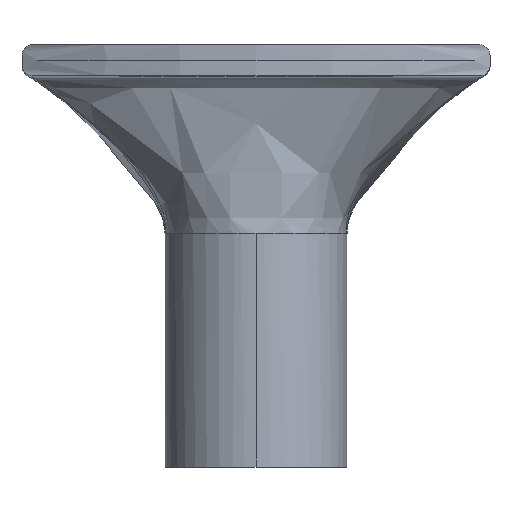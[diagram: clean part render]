
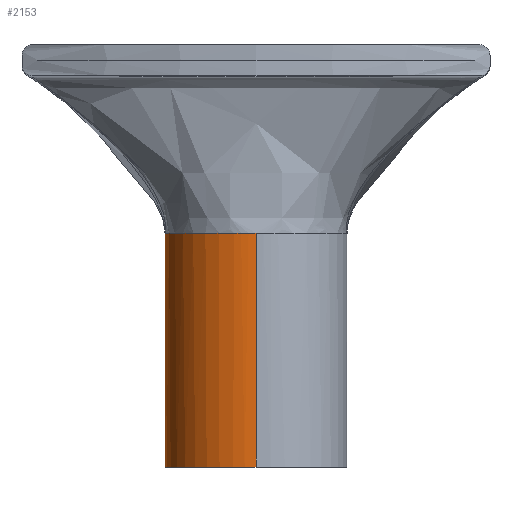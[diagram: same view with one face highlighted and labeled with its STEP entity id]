
A CAD part, top view. The second image highlights one B-rep face of the part: STEP entity #2153.
In plain terms, the highlighted cylindrical face has radius 3.5 mm (diameter 7 mm), a partial arc.
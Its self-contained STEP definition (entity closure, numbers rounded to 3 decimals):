
#2086=AXIS2_PLACEMENT_3D('Cylinder Axis2P3D',#2083,#2084,#2085) ;
#2104=AXIS2_PLACEMENT_3D('Circle Axis2P3D',#2102,#2103,$) ;
#2111=AXIS2_PLACEMENT_3D('Circle Axis2P3D',#2109,#2110,$) ;
#2118=AXIS2_PLACEMENT_3D('Circle Axis2P3D',#2116,#2117,$) ;
#2125=AXIS2_PLACEMENT_3D('Circle Axis2P3D',#2123,#2124,$) ;
#2132=AXIS2_PLACEMENT_3D('Circle Axis2P3D',#2130,#2131,$) ;
#2139=AXIS2_PLACEMENT_3D('Circle Axis2P3D',#2137,#2138,$) ;
#741=CARTESIAN_POINT('Control Point',(9.,0.,0.)) ;
#742=CARTESIAN_POINT('Control Point',(8.633,0.,0.)) ;
#743=CARTESIAN_POINT('Control Point',(8.267,0.,0.048)) ;
#744=CARTESIAN_POINT('Control Point',(7.909,0.,0.144)) ;
#745=CARTESIAN_POINT('Control Point',(7.226,0.,0.428)) ;
#746=CARTESIAN_POINT('Control Point',(6.639,0.,0.877)) ;
#747=CARTESIAN_POINT('Control Point',(6.376,0.,1.14)) ;
#748=CARTESIAN_POINT('Control Point',(5.927,0.,1.727)) ;
#749=CARTESIAN_POINT('Control Point',(5.644,0.,2.41)) ;
#750=CARTESIAN_POINT('Control Point',(5.548,0.,2.768)) ;
#751=CARTESIAN_POINT('Control Point',(5.452,0.,3.501)) ;
#752=CARTESIAN_POINT('Control Point',(5.548,0.,4.234)) ;
#753=CARTESIAN_POINT('Control Point',(5.644,0.,4.593)) ;
#754=CARTESIAN_POINT('Control Point',(5.928,0.,5.276)) ;
#755=CARTESIAN_POINT('Control Point',(6.378,0.,5.862)) ;
#756=CARTESIAN_POINT('Control Point',(6.641,0.,6.124)) ;
#757=CARTESIAN_POINT('Control Point',(7.227,0.,6.573)) ;
#758=CARTESIAN_POINT('Control Point',(7.91,0.,6.856)) ;
#759=CARTESIAN_POINT('Control Point',(8.268,0.,6.952)) ;
#760=CARTESIAN_POINT('Control Point',(8.634,0.,7.)) ;
#761=CARTESIAN_POINT('Control Point',(9.,0.,7.)) ;
#762=CARTESIAN_POINT('Vertex',(9.,0.,7.)) ;
#764=CARTESIAN_POINT('Vertex',(9.,0.,0.)) ;
#2083=CARTESIAN_POINT('Axis2P3D Location',(9.,0.,3.5)) ;
#2088=CARTESIAN_POINT('Line Origine',(9.,0.,0.)) ;
#2092=CARTESIAN_POINT('Vertex',(9.,9.,0.)) ;
#2095=CARTESIAN_POINT('Line Origine',(9.,0.,7.)) ;
#2099=CARTESIAN_POINT('Vertex',(9.,9.,7.)) ;
#2102=CARTESIAN_POINT('Axis2P3D Location',(9.,9.,3.5)) ;
#2106=CARTESIAN_POINT('Vertex',(8.147,9.,6.895)) ;
#2109=CARTESIAN_POINT('Axis2P3D Location',(9.,9.,3.5)) ;
#2113=CARTESIAN_POINT('Vertex',(5.526,9.,3.93)) ;
#2116=CARTESIAN_POINT('Axis2P3D Location',(9.,9.,3.5)) ;
#2120=CARTESIAN_POINT('Vertex',(5.5,9.,3.5)) ;
#2123=CARTESIAN_POINT('Axis2P3D Location',(9.,9.,3.5)) ;
#2127=CARTESIAN_POINT('Vertex',(6.943,9.,0.668)) ;
#2130=CARTESIAN_POINT('Axis2P3D Location',(9.,9.,3.5)) ;
#2134=CARTESIAN_POINT('Vertex',(8.552,9.,0.029)) ;
#2137=CARTESIAN_POINT('Axis2P3D Location',(9.,9.,3.5)) ;
#2084=DIRECTION('Axis2P3D Direction',(0.,1.,0.)) ;
#2085=DIRECTION('Axis2P3D XDirection',(0.,0.,-1.)) ;
#2089=DIRECTION('Vector Direction',(0.,1.,0.)) ;
#2096=DIRECTION('Vector Direction',(0.,1.,0.)) ;
#2103=DIRECTION('Axis2P3D Direction',(0.,1.,0.)) ;
#2110=DIRECTION('Axis2P3D Direction',(0.,1.,0.)) ;
#2117=DIRECTION('Axis2P3D Direction',(0.,1.,0.)) ;
#2124=DIRECTION('Axis2P3D Direction',(0.,1.,0.)) ;
#2131=DIRECTION('Axis2P3D Direction',(0.,1.,0.)) ;
#2138=DIRECTION('Axis2P3D Direction',(0.,1.,0.)) ;
#2090=VECTOR('Line Direction',#2089,1.) ;
#2097=VECTOR('Line Direction',#2096,1.) ;
#2143=ORIENTED_EDGE('',*,*,#2094,.T.) ;
#2144=ORIENTED_EDGE('',*,*,#766,.F.) ;
#2145=ORIENTED_EDGE('',*,*,#2101,.F.) ;
#2146=ORIENTED_EDGE('',*,*,#2108,.T.) ;
#2147=ORIENTED_EDGE('',*,*,#2115,.T.) ;
#2148=ORIENTED_EDGE('',*,*,#2122,.T.) ;
#2149=ORIENTED_EDGE('',*,*,#2129,.T.) ;
#2150=ORIENTED_EDGE('',*,*,#2136,.T.) ;
#2151=ORIENTED_EDGE('',*,*,#2141,.T.) ;
#2153=ADVANCED_FACE('Volumenk\X2\00F6\X0\rper1',(#2152),#2087,.T.) ;
#740=B_SPLINE_CURVE_WITH_KNOTS('',5,(#741,#742,#743,#744,#745,#746,#747,#748,#749,#750,#751,#752,#753,#754,#755,#756,#757,#758,#759,#760,#761),.UNSPECIFIED.,.F.,.U.,(6,3,3,3,3,3,6),(0.,2.592,5.185,7.777,10.369,12.961,15.55),.UNSPECIFIED.) ;
#2105=CIRCLE('generated circle',#2104,3.5) ;
#2112=CIRCLE('generated circle',#2111,3.5) ;
#2119=CIRCLE('generated circle',#2118,3.5) ;
#2126=CIRCLE('generated circle',#2125,3.5) ;
#2133=CIRCLE('generated circle',#2132,3.5) ;
#2140=CIRCLE('generated circle',#2139,3.5) ;
#2087=CYLINDRICAL_SURFACE('generated cylinder',#2086,3.5) ;
#766=EDGE_CURVE('',#763,#765,#740,.F.) ;
#2094=EDGE_CURVE('',#2093,#765,#2091,.F.) ;
#2101=EDGE_CURVE('',#2100,#763,#2098,.F.) ;
#2108=EDGE_CURVE('',#2100,#2107,#2105,.F.) ;
#2115=EDGE_CURVE('',#2107,#2114,#2112,.F.) ;
#2122=EDGE_CURVE('',#2114,#2121,#2119,.F.) ;
#2129=EDGE_CURVE('',#2121,#2128,#2126,.F.) ;
#2136=EDGE_CURVE('',#2128,#2135,#2133,.F.) ;
#2141=EDGE_CURVE('',#2135,#2093,#2140,.F.) ;
#2142=EDGE_LOOP('',(#2143,#2144,#2145,#2146,#2147,#2148,#2149,#2150,#2151)) ;
#2152=FACE_OUTER_BOUND('',#2142,.T.) ;
#2091=LINE('Line',#2088,#2090) ;
#2098=LINE('Line',#2095,#2097) ;
#763=VERTEX_POINT('',#762) ;
#765=VERTEX_POINT('',#764) ;
#2093=VERTEX_POINT('',#2092) ;
#2100=VERTEX_POINT('',#2099) ;
#2107=VERTEX_POINT('',#2106) ;
#2114=VERTEX_POINT('',#2113) ;
#2121=VERTEX_POINT('',#2120) ;
#2128=VERTEX_POINT('',#2127) ;
#2135=VERTEX_POINT('',#2134) ;
